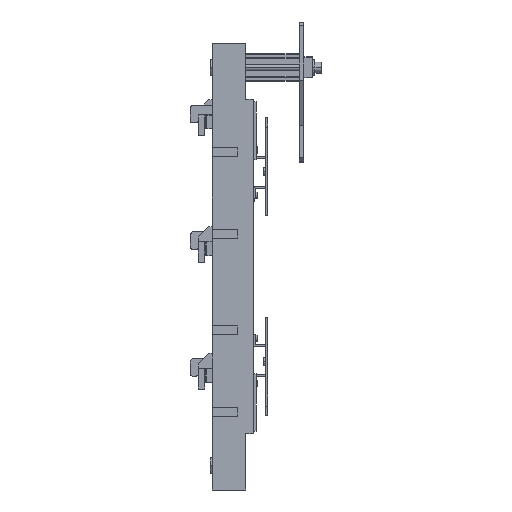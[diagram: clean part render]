
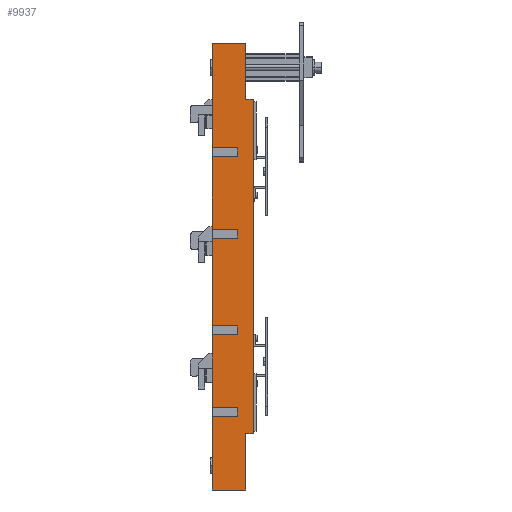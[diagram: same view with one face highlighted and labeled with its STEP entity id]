
A CAD part, left-side view. The second image highlights one B-rep face of the part: STEP entity #9937.
In plain terms, the highlighted face is planar.
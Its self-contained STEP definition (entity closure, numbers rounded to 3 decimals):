
#9899=AXIS2_PLACEMENT_3D('Plane Axis2P3D',#9896,#9897,#9898) ;
#1221=CARTESIAN_POINT('Vertex',(150.,-262.5,-11.)) ;
#1235=CARTESIAN_POINT('Vertex',(150.,-344.5,-11.)) ;
#1238=CARTESIAN_POINT('Line Origine',(150.,-303.5,-11.)) ;
#2508=CARTESIAN_POINT('Vertex',(150.,-344.5,-60.)) ;
#2511=CARTESIAN_POINT('Line Origine',(150.,-344.5,-35.5)) ;
#2911=CARTESIAN_POINT('Vertex',(150.,307.5,-11.)) ;
#2914=CARTESIAN_POINT('Line Origine',(150.,307.5,-35.5)) ;
#2918=CARTESIAN_POINT('Vertex',(150.,307.5,-60.)) ;
#9185=CARTESIAN_POINT('Vertex',(150.,-179.,-60.)) ;
#9188=CARTESIAN_POINT('Line Origine',(150.,-179.,-41.6)) ;
#9192=CARTESIAN_POINT('Vertex',(150.,-179.,-23.2)) ;
#9207=CARTESIAN_POINT('Line Origine',(150.,-185.5,-23.2)) ;
#9211=CARTESIAN_POINT('Vertex',(150.,-192.,-23.2)) ;
#9231=CARTESIAN_POINT('Line Origine',(150.,-192.,-41.6)) ;
#9235=CARTESIAN_POINT('Vertex',(150.,-192.,-60.)) ;
#9261=CARTESIAN_POINT('Vertex',(150.,-262.5,0.)) ;
#9269=CARTESIAN_POINT('Line Origine',(150.,-262.5,-5.5)) ;
#9290=CARTESIAN_POINT('Vertex',(150.,200.,-60.)) ;
#9293=CARTESIAN_POINT('Line Origine',(150.,200.,-41.6)) ;
#9297=CARTESIAN_POINT('Vertex',(150.,200.,-23.2)) ;
#9316=CARTESIAN_POINT('Vertex',(150.,187.,-23.2)) ;
#9319=CARTESIAN_POINT('Line Origine',(150.,193.5,-23.2)) ;
#9331=CARTESIAN_POINT('Line Origine',(150.,187.,-41.6)) ;
#9335=CARTESIAN_POINT('Vertex',(150.,187.,-60.)) ;
#9354=CARTESIAN_POINT('Vertex',(150.,81.,-60.)) ;
#9357=CARTESIAN_POINT('Line Origine',(150.,81.,-41.6)) ;
#9361=CARTESIAN_POINT('Vertex',(150.,81.,-23.2)) ;
#9376=CARTESIAN_POINT('Line Origine',(150.,74.5,-23.2)) ;
#9380=CARTESIAN_POINT('Vertex',(150.,68.,-23.2)) ;
#9400=CARTESIAN_POINT('Line Origine',(150.,68.,-41.6)) ;
#9404=CARTESIAN_POINT('Vertex',(150.,68.,-60.)) ;
#9428=CARTESIAN_POINT('Vertex',(150.,-60.,-60.)) ;
#9431=CARTESIAN_POINT('Line Origine',(150.,-60.,-41.6)) ;
#9435=CARTESIAN_POINT('Vertex',(150.,-60.,-23.2)) ;
#9454=CARTESIAN_POINT('Vertex',(150.,-73.,-23.2)) ;
#9457=CARTESIAN_POINT('Line Origine',(150.,-66.5,-23.2)) ;
#9469=CARTESIAN_POINT('Line Origine',(150.,-73.,-41.6)) ;
#9473=CARTESIAN_POINT('Vertex',(150.,-73.,-60.)) ;
#9488=CARTESIAN_POINT('Line Origine',(150.,-268.25,-60.)) ;
#9493=CARTESIAN_POINT('Line Origine',(150.,253.75,-60.)) ;
#9498=CARTESIAN_POINT('Line Origine',(150.,134.,-60.)) ;
#9503=CARTESIAN_POINT('Line Origine',(150.,4.,-60.)) ;
#9508=CARTESIAN_POINT('Line Origine',(150.,-126.,-60.)) ;
#9874=CARTESIAN_POINT('Vertex',(150.,225.5,-11.)) ;
#9881=CARTESIAN_POINT('Vertex',(150.,225.5,0.)) ;
#9884=CARTESIAN_POINT('Line Origine',(150.,225.5,-5.5)) ;
#9896=CARTESIAN_POINT('Axis2P3D Location',(150.,0.,0.)) ;
#9901=CARTESIAN_POINT('Line Origine',(150.,266.5,-11.)) ;
#9906=CARTESIAN_POINT('Line Origine',(150.,-18.5,0.)) ;
#1239=DIRECTION('Vector Direction',(0.,1.,0.)) ;
#2512=DIRECTION('Vector Direction',(0.,0.,1.)) ;
#2915=DIRECTION('Vector Direction',(0.,0.,-1.)) ;
#9189=DIRECTION('Vector Direction',(0.,0.,1.)) ;
#9208=DIRECTION('Vector Direction',(0.,1.,0.)) ;
#9232=DIRECTION('Vector Direction',(0.,0.,1.)) ;
#9270=DIRECTION('Vector Direction',(0.,0.,1.)) ;
#9294=DIRECTION('Vector Direction',(0.,0.,1.)) ;
#9320=DIRECTION('Vector Direction',(0.,-1.,0.)) ;
#9332=DIRECTION('Vector Direction',(0.,0.,1.)) ;
#9358=DIRECTION('Vector Direction',(0.,0.,1.)) ;
#9377=DIRECTION('Vector Direction',(0.,1.,0.)) ;
#9401=DIRECTION('Vector Direction',(0.,0.,1.)) ;
#9432=DIRECTION('Vector Direction',(0.,0.,1.)) ;
#9458=DIRECTION('Vector Direction',(0.,-1.,0.)) ;
#9470=DIRECTION('Vector Direction',(0.,0.,1.)) ;
#9489=DIRECTION('Vector Direction',(0.,-1.,0.)) ;
#9494=DIRECTION('Vector Direction',(0.,-1.,0.)) ;
#9499=DIRECTION('Vector Direction',(0.,-1.,0.)) ;
#9504=DIRECTION('Vector Direction',(0.,-1.,0.)) ;
#9509=DIRECTION('Vector Direction',(0.,-1.,0.)) ;
#9885=DIRECTION('Vector Direction',(0.,0.,-1.)) ;
#9897=DIRECTION('Axis2P3D Direction',(1.,0.,0.)) ;
#9898=DIRECTION('Axis2P3D XDirection',(0.,0.,1.)) ;
#9902=DIRECTION('Vector Direction',(0.,1.,0.)) ;
#9907=DIRECTION('Vector Direction',(0.,1.,0.)) ;
#1240=VECTOR('Line Direction',#1239,1.) ;
#2513=VECTOR('Line Direction',#2512,1.) ;
#2916=VECTOR('Line Direction',#2915,1.) ;
#9190=VECTOR('Line Direction',#9189,1.) ;
#9209=VECTOR('Line Direction',#9208,1.) ;
#9233=VECTOR('Line Direction',#9232,1.) ;
#9271=VECTOR('Line Direction',#9270,1.) ;
#9295=VECTOR('Line Direction',#9294,1.) ;
#9321=VECTOR('Line Direction',#9320,1.) ;
#9333=VECTOR('Line Direction',#9332,1.) ;
#9359=VECTOR('Line Direction',#9358,1.) ;
#9378=VECTOR('Line Direction',#9377,1.) ;
#9402=VECTOR('Line Direction',#9401,1.) ;
#9433=VECTOR('Line Direction',#9432,1.) ;
#9459=VECTOR('Line Direction',#9458,1.) ;
#9471=VECTOR('Line Direction',#9470,1.) ;
#9490=VECTOR('Line Direction',#9489,1.) ;
#9495=VECTOR('Line Direction',#9494,1.) ;
#9500=VECTOR('Line Direction',#9499,1.) ;
#9505=VECTOR('Line Direction',#9504,1.) ;
#9510=VECTOR('Line Direction',#9509,1.) ;
#9886=VECTOR('Line Direction',#9885,1.) ;
#9903=VECTOR('Line Direction',#9902,1.) ;
#9908=VECTOR('Line Direction',#9907,1.) ;
#9912=ORIENTED_EDGE('',*,*,#9512,.T.) ;
#9913=ORIENTED_EDGE('',*,*,#9475,.T.) ;
#9914=ORIENTED_EDGE('',*,*,#9461,.F.) ;
#9915=ORIENTED_EDGE('',*,*,#9437,.F.) ;
#9916=ORIENTED_EDGE('',*,*,#9507,.T.) ;
#9917=ORIENTED_EDGE('',*,*,#9406,.T.) ;
#9918=ORIENTED_EDGE('',*,*,#9382,.F.) ;
#9919=ORIENTED_EDGE('',*,*,#9363,.F.) ;
#9920=ORIENTED_EDGE('',*,*,#9502,.T.) ;
#9921=ORIENTED_EDGE('',*,*,#9337,.T.) ;
#9922=ORIENTED_EDGE('',*,*,#9323,.F.) ;
#9923=ORIENTED_EDGE('',*,*,#9299,.F.) ;
#9924=ORIENTED_EDGE('',*,*,#9497,.T.) ;
#9925=ORIENTED_EDGE('',*,*,#2920,.T.) ;
#9926=ORIENTED_EDGE('',*,*,#9905,.T.) ;
#9927=ORIENTED_EDGE('',*,*,#9888,.T.) ;
#9928=ORIENTED_EDGE('',*,*,#9910,.T.) ;
#9929=ORIENTED_EDGE('',*,*,#9273,.T.) ;
#9930=ORIENTED_EDGE('',*,*,#1242,.T.) ;
#9931=ORIENTED_EDGE('',*,*,#2515,.T.) ;
#9932=ORIENTED_EDGE('',*,*,#9492,.T.) ;
#9933=ORIENTED_EDGE('',*,*,#9237,.T.) ;
#9934=ORIENTED_EDGE('',*,*,#9213,.F.) ;
#9935=ORIENTED_EDGE('',*,*,#9194,.F.) ;
#9937=ADVANCED_FACE('Hauptk\X2\00F6\X0\rper',(#9936),#9900,.T.) ;
#1242=EDGE_CURVE('',#1222,#1236,#1241,.F.) ;
#2515=EDGE_CURVE('',#1236,#2509,#2514,.F.) ;
#2920=EDGE_CURVE('',#2919,#2912,#2917,.F.) ;
#9194=EDGE_CURVE('',#9186,#9193,#9191,.T.) ;
#9213=EDGE_CURVE('',#9193,#9212,#9210,.F.) ;
#9237=EDGE_CURVE('',#9236,#9212,#9234,.T.) ;
#9273=EDGE_CURVE('',#9262,#1222,#9272,.F.) ;
#9299=EDGE_CURVE('',#9291,#9298,#9296,.T.) ;
#9323=EDGE_CURVE('',#9298,#9317,#9322,.T.) ;
#9337=EDGE_CURVE('',#9336,#9317,#9334,.T.) ;
#9363=EDGE_CURVE('',#9355,#9362,#9360,.T.) ;
#9382=EDGE_CURVE('',#9362,#9381,#9379,.F.) ;
#9406=EDGE_CURVE('',#9405,#9381,#9403,.T.) ;
#9437=EDGE_CURVE('',#9429,#9436,#9434,.T.) ;
#9461=EDGE_CURVE('',#9436,#9455,#9460,.T.) ;
#9475=EDGE_CURVE('',#9474,#9455,#9472,.T.) ;
#9492=EDGE_CURVE('',#2509,#9236,#9491,.F.) ;
#9497=EDGE_CURVE('',#9291,#2919,#9496,.F.) ;
#9502=EDGE_CURVE('',#9355,#9336,#9501,.F.) ;
#9507=EDGE_CURVE('',#9429,#9405,#9506,.F.) ;
#9512=EDGE_CURVE('',#9186,#9474,#9511,.F.) ;
#9888=EDGE_CURVE('',#9875,#9882,#9887,.F.) ;
#9905=EDGE_CURVE('',#2912,#9875,#9904,.F.) ;
#9910=EDGE_CURVE('',#9882,#9262,#9909,.F.) ;
#9911=EDGE_LOOP('',(#9912,#9913,#9914,#9915,#9916,#9917,#9918,#9919,#9920,#9921,#9922,#9923,#9924,#9925,#9926,#9927,#9928,#9929,#9930,#9931,#9932,#9933,#9934,#9935)) ;
#9936=FACE_OUTER_BOUND('',#9911,.T.) ;
#1241=LINE('Line',#1238,#1240) ;
#2514=LINE('Line',#2511,#2513) ;
#2917=LINE('Line',#2914,#2916) ;
#9191=LINE('Line',#9188,#9190) ;
#9210=LINE('Line',#9207,#9209) ;
#9234=LINE('Line',#9231,#9233) ;
#9272=LINE('Line',#9269,#9271) ;
#9296=LINE('Line',#9293,#9295) ;
#9322=LINE('Line',#9319,#9321) ;
#9334=LINE('Line',#9331,#9333) ;
#9360=LINE('Line',#9357,#9359) ;
#9379=LINE('Line',#9376,#9378) ;
#9403=LINE('Line',#9400,#9402) ;
#9434=LINE('Line',#9431,#9433) ;
#9460=LINE('Line',#9457,#9459) ;
#9472=LINE('Line',#9469,#9471) ;
#9491=LINE('Line',#9488,#9490) ;
#9496=LINE('Line',#9493,#9495) ;
#9501=LINE('Line',#9498,#9500) ;
#9506=LINE('Line',#9503,#9505) ;
#9511=LINE('Line',#9508,#9510) ;
#9887=LINE('Line',#9884,#9886) ;
#9904=LINE('Line',#9901,#9903) ;
#9909=LINE('Line',#9906,#9908) ;
#9900=PLANE('',#9899) ;
#1222=VERTEX_POINT('',#1221) ;
#1236=VERTEX_POINT('',#1235) ;
#2509=VERTEX_POINT('',#2508) ;
#2912=VERTEX_POINT('',#2911) ;
#2919=VERTEX_POINT('',#2918) ;
#9186=VERTEX_POINT('',#9185) ;
#9193=VERTEX_POINT('',#9192) ;
#9212=VERTEX_POINT('',#9211) ;
#9236=VERTEX_POINT('',#9235) ;
#9262=VERTEX_POINT('',#9261) ;
#9291=VERTEX_POINT('',#9290) ;
#9298=VERTEX_POINT('',#9297) ;
#9317=VERTEX_POINT('',#9316) ;
#9336=VERTEX_POINT('',#9335) ;
#9355=VERTEX_POINT('',#9354) ;
#9362=VERTEX_POINT('',#9361) ;
#9381=VERTEX_POINT('',#9380) ;
#9405=VERTEX_POINT('',#9404) ;
#9429=VERTEX_POINT('',#9428) ;
#9436=VERTEX_POINT('',#9435) ;
#9455=VERTEX_POINT('',#9454) ;
#9474=VERTEX_POINT('',#9473) ;
#9875=VERTEX_POINT('',#9874) ;
#9882=VERTEX_POINT('',#9881) ;
